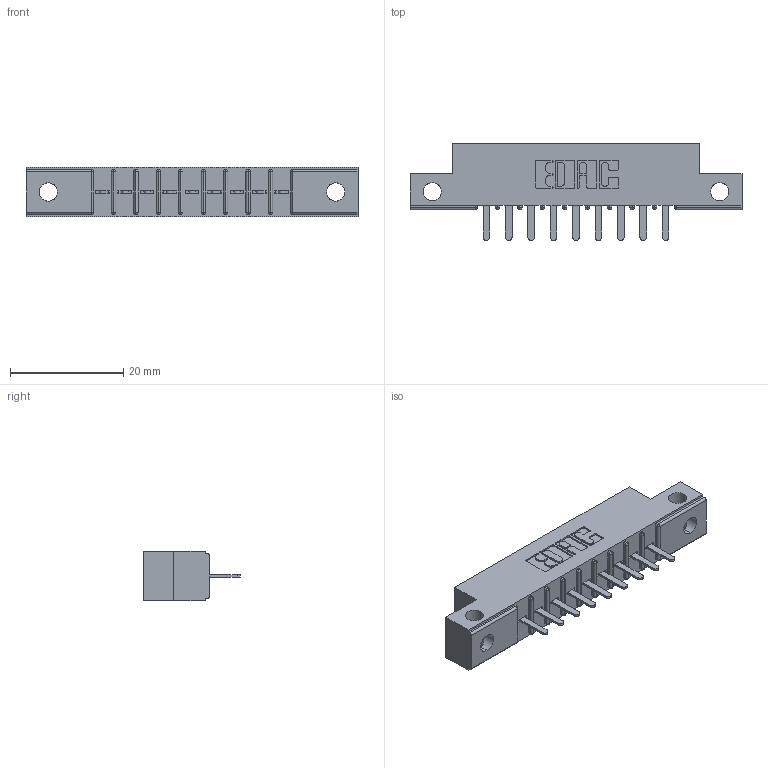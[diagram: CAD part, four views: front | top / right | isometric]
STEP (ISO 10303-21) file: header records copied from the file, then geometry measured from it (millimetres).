
FILE_DESCRIPTION (( 'STEP AP203' ), '1' );
FILE_NAME ('356-009-520-112.STEP', '2020-09-20T21:52:56', ( '' ), ( '' ), 'SwSTEP 2.0', 'SolidWorks 2020', '' );
FILE_SCHEMA (( 'CONFIG_CONTROL_DESIGN' ));
Length unit declared in the file: inch
Products named in the file (3): 306 Part_.128 Dia; 356-009-520-112; 306-290-001_120
Assembly tree (10 placements, depth 2):
  356-009-520-112
    306 Part_.128 Dia
    306-290-001_120  x9
Bounding box: 58.67 x 17.12 x 8.71 mm (x, y, z)
Volume: 3817.3 mm3; surface area: 5189.6 mm2
Topology: 10 solids, 10 shells, 758 faces, 2125 edges, 1362 vertices
Faces by surface type: plane 491, cylinder 231, sphere 36
Entity records: 13030 total; most frequent: CARTESIAN_POINT 2230, ORIENTED_EDGE 2162, DIRECTION 2141, EDGE_CURVE 1081, VECTOR 811, LINE 811, VERTEX_POINT 690, AXIS2_PLACEMENT_3D 665
